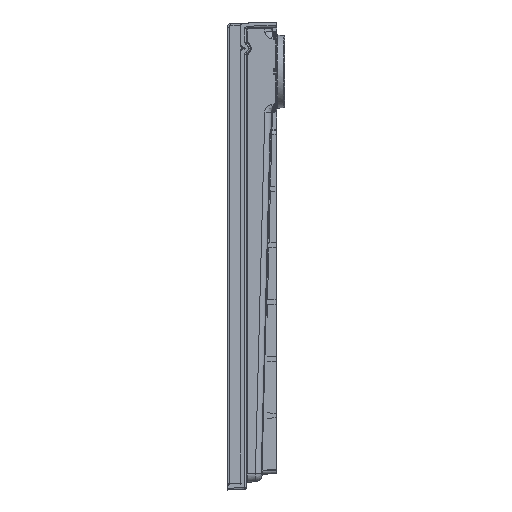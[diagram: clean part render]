
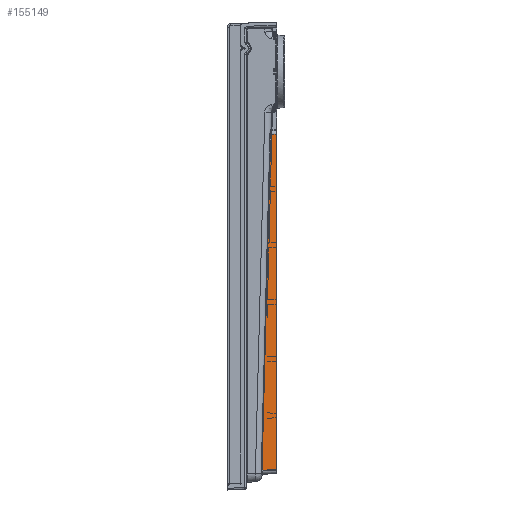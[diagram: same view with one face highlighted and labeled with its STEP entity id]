
A CAD part, left-side view. The second image highlights one B-rep face of the part: STEP entity #155149.
In plain terms, the highlighted planar face has unit normal (-0.999, -0.035, 0).
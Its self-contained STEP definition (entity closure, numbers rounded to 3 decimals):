
#1635 = DIRECTION ( 'NONE',  ( 0.035, -0.999, 0.035 ) ) ;
#3049 = VECTOR ( 'NONE', #85399, 39.37 ) ;
#11904 = CARTESIAN_POINT ( 'NONE',  ( -30.102, 0.06, -15.09 ) ) ;
#12986 = ORIENTED_EDGE ( 'NONE', *, *, #115741, .T. ) ;
#13328 = CARTESIAN_POINT ( 'NONE',  ( -30.102, 0.06, 8.588 ) ) ;
#15304 = AXIS2_PLACEMENT_3D ( 'NONE', #35041, #107179, #179312 ) ;
#16125 = ORIENTED_EDGE ( 'NONE', *, *, #107602, .T. ) ;
#35041 = CARTESIAN_POINT ( 'NONE',  ( -30.1, 0., -15.35 ) ) ;
#35489 = LINE ( 'NONE', #107642, #46344 ) ;
#35792 = VERTEX_POINT ( 'NONE', #11904 ) ;
#37006 = LINE ( 'NONE', #163533, #65110 ) ;
#46344 = VECTOR ( 'NONE', #179768, 39.37 ) ;
#48732 = EDGE_CURVE ( 'NONE', #162019, #35792, #37006, .T. ) ;
#55339 = CARTESIAN_POINT ( 'NONE',  ( -30.123, 0.646, 0.75 ) ) ;
#57611 = VERTEX_POINT ( 'NONE', #177157 ) ;
#63235 =( BOUNDED_CURVE ( )  B_SPLINE_CURVE ( 3, ( #217291, #55339, #127522, #199593 ),
 .UNSPECIFIED., .F., .F. ) 
 B_SPLINE_CURVE_WITH_KNOTS ( ( 4, 4 ),
 ( 4.143, 4.166 ),
 .UNSPECIFIED. ) 
 CURVE ( )  GEOMETRIC_REPRESENTATION_ITEM ( )  RATIONAL_B_SPLINE_CURVE ( ( 1., 1., 1., 1. ) ) 
 REPRESENTATION_ITEM ( '' )  );
#65110 = VECTOR ( 'NONE', #1635, 39.37 ) ;
#76586 = EDGE_CURVE ( 'NONE', #57611, #162019, #63235, .T. ) ;
#85399 = DIRECTION ( 'NONE',  ( 0., 0., 1. ) ) ;
#107179 = DIRECTION ( 'NONE',  ( -0.999, -0.035, 0. ) ) ;
#107602 = EDGE_CURVE ( 'NONE', #214542, #57611, #35489, .T. ) ;
#107642 = CARTESIAN_POINT ( 'NONE',  ( -30.071, -0.834, 8.559 ) ) ;
#115741 = EDGE_CURVE ( 'NONE', #35792, #214542, #175260, .T. ) ;
#124930 = FACE_OUTER_BOUND ( 'NONE', #217521, .T. ) ;
#127522 = CARTESIAN_POINT ( 'NONE',  ( -30.13, 0.851, -7.159 ) ) ;
#142106 = ORIENTED_EDGE ( 'NONE', *, *, #48732, .T. ) ;
#155149 = ADVANCED_FACE ( 'NONE', ( #124930 ), #196992, .T. ) ;
#162019 = VERTEX_POINT ( 'NONE', #215451 ) ;
#163533 = CARTESIAN_POINT ( 'NONE',  ( -30.1, 0.009, -15.088 ) ) ;
#175260 = LINE ( 'NONE', #13328, #3049 ) ;
#177157 = CARTESIAN_POINT ( 'NONE',  ( -30.115, 0.442, 8.603 ) ) ;
#179312 = DIRECTION ( 'NONE',  ( 0.035, -0.999, 0. ) ) ;
#179768 = DIRECTION ( 'NONE',  ( -0.035, 0.999, 0.035 ) ) ;
#196992 = PLANE ( 'NONE',  #15304 ) ;
#199593 = CARTESIAN_POINT ( 'NONE',  ( -30.137, 1.057, -15.125 ) ) ;
#212717 = ORIENTED_EDGE ( 'NONE', *, *, #76586, .T. ) ;
#214542 = VERTEX_POINT ( 'NONE', #229489 ) ;
#215451 = CARTESIAN_POINT ( 'NONE',  ( -30.137, 1.057, -15.125 ) ) ;
#217291 = CARTESIAN_POINT ( 'NONE',  ( -30.115, 0.442, 8.603 ) ) ;
#217521 = EDGE_LOOP ( 'NONE', ( #16125, #212717, #142106, #12986 ) ) ;
#229489 = CARTESIAN_POINT ( 'NONE',  ( -30.102, 0.06, 8.59 ) ) ;
